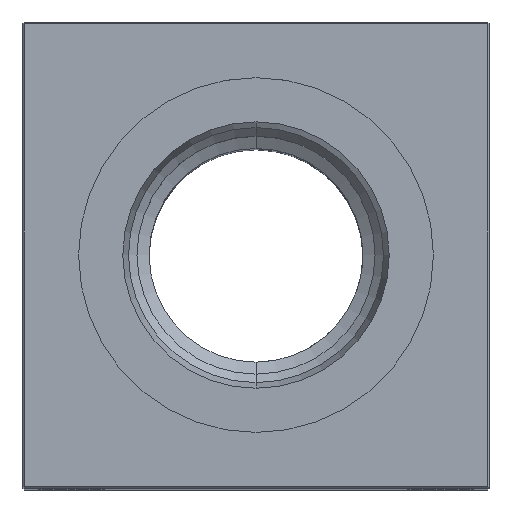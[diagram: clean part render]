
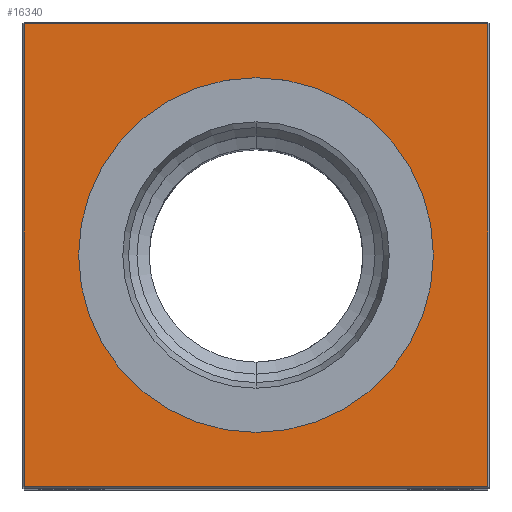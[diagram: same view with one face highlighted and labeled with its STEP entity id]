
A CAD part, top view. The second image highlights one B-rep face of the part: STEP entity #16340.
In plain terms, the highlighted planar face has unit normal (0, 0, 1).
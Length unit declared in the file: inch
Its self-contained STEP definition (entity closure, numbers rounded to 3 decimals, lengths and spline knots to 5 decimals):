
#162 = ORIENTED_EDGE ( 'NONE', *, *, #1619, .T. ) ;
#172 = DIRECTION ( 'NONE',  ( 1., 0., 0. ) ) ;
#1619 = EDGE_CURVE ( 'NONE', #5034, #22864, #8457, .T. ) ;
#1948 = VERTEX_POINT ( 'NONE', #9087 ) ;
#2836 = EDGE_LOOP ( 'NONE', ( #5156, #25599 ) ) ;
#3346 = DIRECTION ( 'NONE',  ( 0., 0., -1. ) ) ;
#3358 = DIRECTION ( 'NONE',  ( 0., -1., 0. ) ) ;
#4174 = CARTESIAN_POINT ( 'NONE',  ( 0., -1.14173, 7. ) ) ;
#4244 = EDGE_CURVE ( 'NONE', #1948, #4966, #11082, .T. ) ;
#4327 = CARTESIAN_POINT ( 'NONE',  ( 0., -1.49, 7. ) ) ;
#4366 = EDGE_CURVE ( 'NONE', #4966, #1948, #25237, .T. ) ;
#4721 = FACE_BOUND ( 'NONE', #2836, .T. ) ;
#4966 = VERTEX_POINT ( 'NONE', #4174 ) ;
#5034 = VERTEX_POINT ( 'NONE', #11023 ) ;
#5099 = CARTESIAN_POINT ( 'NONE',  ( -1.49, 0., 7. ) ) ;
#5112 = VECTOR ( 'NONE', #8182, 39.37008 ) ;
#5156 = ORIENTED_EDGE ( 'NONE', *, *, #4244, .T. ) ;
#6217 = DIRECTION ( 'NONE',  ( 0., 0., -1. ) ) ;
#6341 = CARTESIAN_POINT ( 'NONE',  ( -1.49, 1.49, 7. ) ) ;
#6865 = PLANE ( 'NONE',  #13177 ) ;
#7393 = VECTOR ( 'NONE', #3358, 39.37008 ) ;
#8182 = DIRECTION ( 'NONE',  ( -1., 0., 0. ) ) ;
#8457 = LINE ( 'NONE', #20701, #5112 ) ;
#9087 = CARTESIAN_POINT ( 'NONE',  ( 0., 1.14173, 7. ) ) ;
#9408 = LINE ( 'NONE', #5099, #7393 ) ;
#11023 = CARTESIAN_POINT ( 'NONE',  ( 1.49, 1.49, 7. ) ) ;
#11058 = ORIENTED_EDGE ( 'NONE', *, *, #15656, .T. ) ;
#11082 = CIRCLE ( 'NONE', #21812, 1.14173 ) ;
#11382 = VECTOR ( 'NONE', #172, 39.37008 ) ;
#12041 = LINE ( 'NONE', #19863, #13812 ) ;
#12552 = ORIENTED_EDGE ( 'NONE', *, *, #19124, .T. ) ;
#13177 = AXIS2_PLACEMENT_3D ( 'NONE', #14797, #19371, #23011 ) ;
#13309 = FACE_OUTER_BOUND ( 'NONE', #19676, .T. ) ;
#13812 = VECTOR ( 'NONE', #24154, 39.37008 ) ;
#14406 = DIRECTION ( 'NONE',  ( -1., 0., 0. ) ) ;
#14665 = LINE ( 'NONE', #4327, #11382 ) ;
#14797 = CARTESIAN_POINT ( 'NONE',  ( 0., 0., 7. ) ) ;
#15656 = EDGE_CURVE ( 'NONE', #22637, #20658, #14665, .T. ) ;
#15835 = CARTESIAN_POINT ( 'NONE',  ( 0., 0., 7. ) ) ;
#16340 = ADVANCED_FACE ( 'NONE', ( #13309, #4721 ), #6865, .F. ) ;
#17868 = CARTESIAN_POINT ( 'NONE',  ( 1.49, -1.49, 7. ) ) ;
#18603 = EDGE_CURVE ( 'NONE', #20658, #5034, #12041, .T. ) ;
#19124 = EDGE_CURVE ( 'NONE', #22864, #22637, #9408, .T. ) ;
#19371 = DIRECTION ( 'NONE',  ( 0., 0., -1. ) ) ;
#19676 = EDGE_LOOP ( 'NONE', ( #12552, #11058, #20402, #162 ) ) ;
#19863 = CARTESIAN_POINT ( 'NONE',  ( 1.49, 0., 7. ) ) ;
#20402 = ORIENTED_EDGE ( 'NONE', *, *, #18603, .T. ) ;
#20658 = VERTEX_POINT ( 'NONE', #17868 ) ;
#20701 = CARTESIAN_POINT ( 'NONE',  ( 0., 1.49, 7. ) ) ;
#21812 = AXIS2_PLACEMENT_3D ( 'NONE', #26507, #6217, #14406 ) ;
#22637 = VERTEX_POINT ( 'NONE', #23067 ) ;
#22864 = VERTEX_POINT ( 'NONE', #6341 ) ;
#23011 = DIRECTION ( 'NONE',  ( -1., 0., 0. ) ) ;
#23067 = CARTESIAN_POINT ( 'NONE',  ( -1.49, -1.49, 7. ) ) ;
#24154 = DIRECTION ( 'NONE',  ( 0., 1., 0. ) ) ;
#25237 = CIRCLE ( 'NONE', #26096, 1.14173 ) ;
#25599 = ORIENTED_EDGE ( 'NONE', *, *, #4366, .T. ) ;
#25921 = DIRECTION ( 'NONE',  ( -1., 0., 0. ) ) ;
#26096 = AXIS2_PLACEMENT_3D ( 'NONE', #15835, #3346, #25921 ) ;
#26507 = CARTESIAN_POINT ( 'NONE',  ( 0., 0., 7. ) ) ;
